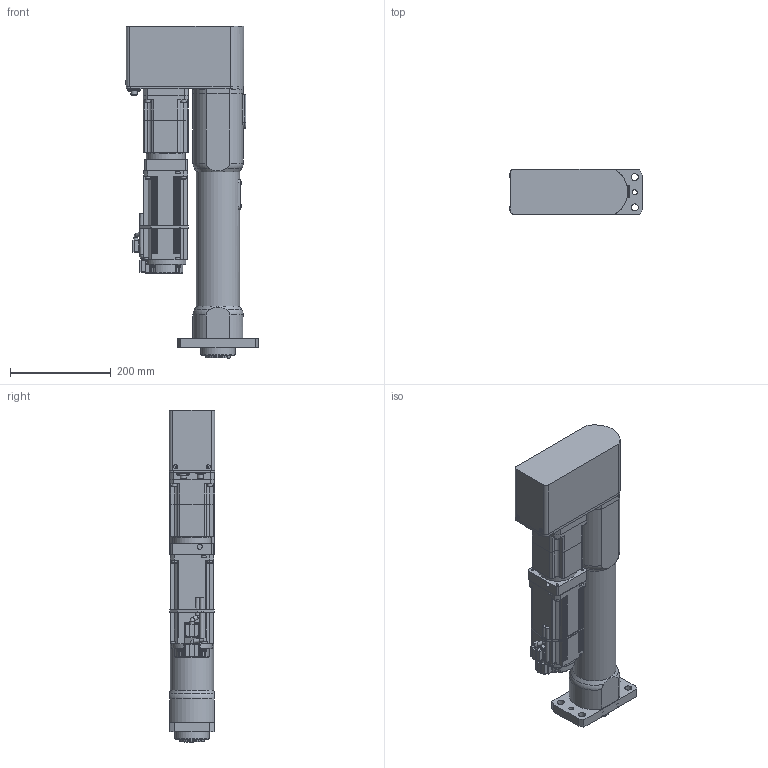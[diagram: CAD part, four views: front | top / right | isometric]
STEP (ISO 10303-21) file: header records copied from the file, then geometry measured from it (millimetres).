
FILE_DESCRIPTION(/* description */ (''),/* implementation_level */ '2;1');
FILE_NAME(/* name */ 'DPS-301R4J-20FB-CE_(DS-P070)_OUTLINE_20220914.stp',/* time_stamp */ '2022-09-14T18:12:08+09:00',/* author */ ('inoue_z2'),/* organization */ (''),/* preprocessor_version */ 'ST-DEVELOPER v18.1',/* originating_system */ 'Autodesk Inventor 2021',/* authorisation */ '');
FILE_SCHEMA (('AUTOMOTIVE_DESIGN { 1 0 10303 214 3 1 1 }'));
Products named in the file (1): DPS-301R4J-20FB-CE_(DS-P070)_OUTLINE_20220914
Bounding box: 263.5 x 90 x 660 mm (x, y, z)
Volume: 8479752.5 mm3; surface area: 525753.5 mm2
Topology: 1 solids, 31 shells, 1707 faces, 4522 edges, 2902 vertices
Faces by surface type: plane 980, cylinder 490, cone 115, torus 109, bspline 8, sphere 5
Full cylindrical faces by diameter (mm): 0.7 x1, 2.459 x1, 3 x7, 3.1 x1, 3.242 x1, 4 x5, 4.5 x2, 4.917 x14, 5 x3, 6.647 x4, 7 x6, 7.5 x4, 8 x18, 8.5 x8, 9 x8, 9.9 x1, 10 x6, 10.6 x2, 11 x2, 12 x2, 12.7 x1, 13 x8, 14 x12, 16 x1, 17.791 x1, 18 x1, 24 x1, 25 x2, 25.2 x1, 26.268 x1
Entity records: 54324 total; most frequent: CARTESIAN_POINT 11672, ORIENTED_EDGE 8982, DIRECTION 8946, EDGE_CURVE 4491, AXIS2_PLACEMENT_3D 3178, VERTEX_POINT 2903, LINE 2590, VECTOR 2590
